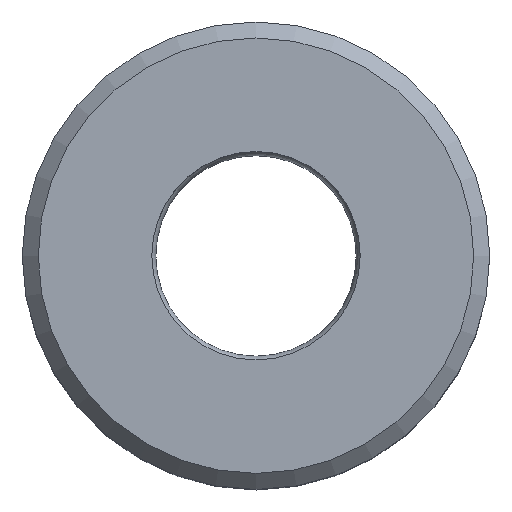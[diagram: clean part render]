
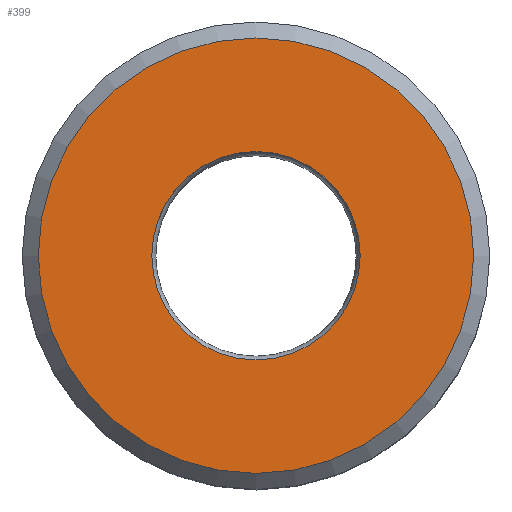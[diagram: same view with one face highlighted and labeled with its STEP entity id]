
A CAD part, top view. The second image highlights one B-rep face of the part: STEP entity #399.
In plain terms, the highlighted planar face has unit normal (0, 0, 1).
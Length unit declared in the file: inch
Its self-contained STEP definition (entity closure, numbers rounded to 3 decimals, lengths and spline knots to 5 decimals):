
#26=PLANE('',#472);
#60=FACE_BOUND('',#142,.T.);
#93=FACE_OUTER_BOUND('',#141,.T.);
#141=EDGE_LOOP('',(#306));
#142=EDGE_LOOP('',(#307));
#192=CIRCLE('',#469,0.4075);
#194=CIRCLE('',#473,0.195);
#225=VERTEX_POINT('',#685);
#227=VERTEX_POINT('',#691);
#258=EDGE_CURVE('',#225,#225,#192,.T.);
#260=EDGE_CURVE('',#227,#227,#194,.T.);
#306=ORIENTED_EDGE('',*,*,#258,.F.);
#307=ORIENTED_EDGE('',*,*,#260,.T.);
#399=ADVANCED_FACE('',(#93,#60),#26,.T.);
#469=AXIS2_PLACEMENT_3D('',#686,#566,#567);
#472=AXIS2_PLACEMENT_3D('',#690,#572,#573);
#473=AXIS2_PLACEMENT_3D('',#692,#574,#575);
#566=DIRECTION('center_axis',(0.,0.,
-1.));
#567=DIRECTION('ref_axis',(-1.,0.,0.));
#572=DIRECTION('center_axis',(0.,0.,
1.));
#573=DIRECTION('ref_axis',(-1.,0.,0.));
#574=DIRECTION('center_axis',(0.,0.,
-1.));
#575=DIRECTION('ref_axis',(-1.,0.,0.));
#685=CARTESIAN_POINT('',(-0.39103,-0.35557,1.59084));
#686=CARTESIAN_POINT('Origin',(-0.79853,-0.35557,1.59084));
#690=CARTESIAN_POINT('Origin',(-0.79853,-0.35557,1.59084));
#691=CARTESIAN_POINT('',(-0.60353,-0.35557,1.59084));
#692=CARTESIAN_POINT('Origin',(-0.79853,-0.35557,1.59084));
